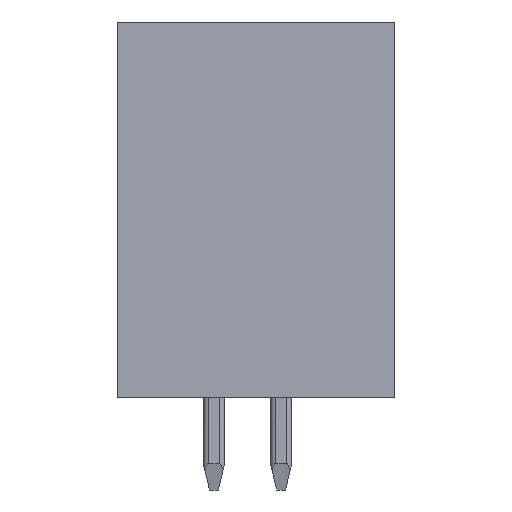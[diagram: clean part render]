
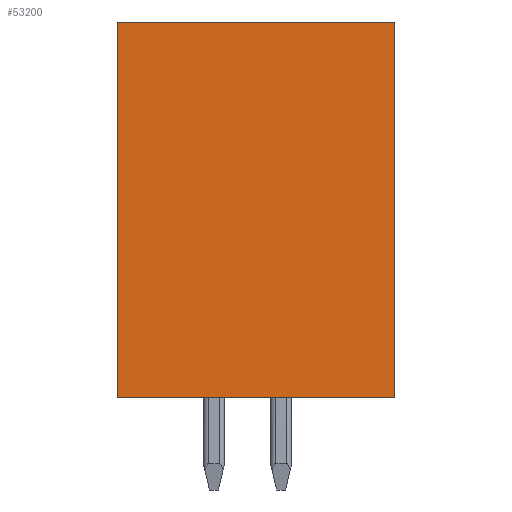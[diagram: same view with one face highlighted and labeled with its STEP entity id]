
A CAD part, front view. The second image highlights one B-rep face of the part: STEP entity #53200.
In plain terms, the highlighted planar face has unit normal (0, -1, 0).
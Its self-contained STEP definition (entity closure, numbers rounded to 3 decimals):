
#20877=DIRECTION('',(0.,0.,-1.));
#20878=VECTOR('',#20877,14.2);
#20879=CARTESIAN_POINT('',(-5.25,-55.59,7.1));
#20880=LINE('',#20879,#20878);
#20881=DIRECTION('',(-1.,0.,0.));
#20882=VECTOR('',#20881,10.5);
#20883=CARTESIAN_POINT('',(5.25,-55.59,7.1));
#20884=LINE('',#20883,#20882);
#20885=DIRECTION('',(0.,0.,1.));
#20886=VECTOR('',#20885,14.2);
#20887=CARTESIAN_POINT('',(5.25,-55.59,-7.1));
#20888=LINE('',#20887,#20886);
#20889=DIRECTION('',(1.,0.,0.));
#20890=VECTOR('',#20889,10.5);
#20891=CARTESIAN_POINT('',(-5.25,-55.59,-7.1));
#20892=LINE('',#20891,#20890);
#21001=CARTESIAN_POINT('',(-5.25,-55.59,7.1));
#21002=CARTESIAN_POINT('',(-5.25,-55.59,-7.1));
#21003=VERTEX_POINT('',#21001);
#21004=VERTEX_POINT('',#21002);
#21005=CARTESIAN_POINT('',(5.25,-55.59,-7.1));
#21006=VERTEX_POINT('',#21005);
#21007=CARTESIAN_POINT('',(5.25,-55.59,7.1));
#21008=VERTEX_POINT('',#21007);
#53189=CARTESIAN_POINT('',(0.,-55.59,0.));
#53190=DIRECTION('',(0.,-1.,0.));
#53191=DIRECTION('',(1.,0.,0.));
#53192=AXIS2_PLACEMENT_3D('',#53189,#53190,#53191);
#53193=PLANE('',#53192);
#53194=ORIENTED_EDGE('',*,*,#26140,.F.);
#53195=ORIENTED_EDGE('',*,*,#26758,.F.);
#53196=ORIENTED_EDGE('',*,*,#26875,.F.);
#53197=ORIENTED_EDGE('',*,*,#27219,.F.);
#53198=EDGE_LOOP('',(#53194,#53195,#53196,#53197));
#53199=FACE_OUTER_BOUND('',#53198,.F.);
#53200=ADVANCED_FACE('',(#53199),#53193,.T.);
#26140=EDGE_CURVE('',#21003,#21004,#20880,.T.);
#26758=EDGE_CURVE('',#21008,#21003,#20884,.T.);
#26875=EDGE_CURVE('',#21006,#21008,#20888,.T.);
#27219=EDGE_CURVE('',#21004,#21006,#20892,.T.);
